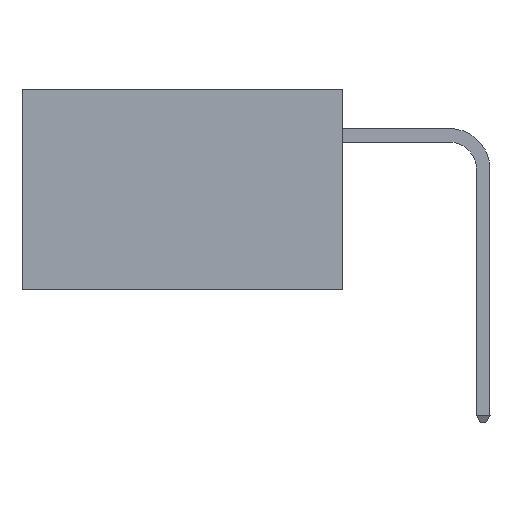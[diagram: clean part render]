
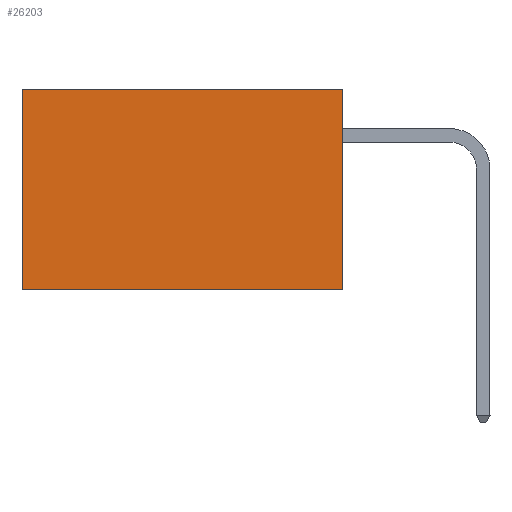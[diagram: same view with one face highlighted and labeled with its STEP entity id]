
A CAD part, left-side view. The second image highlights one B-rep face of the part: STEP entity #26203.
In plain terms, the highlighted planar face has unit normal (-1, 0, 0).
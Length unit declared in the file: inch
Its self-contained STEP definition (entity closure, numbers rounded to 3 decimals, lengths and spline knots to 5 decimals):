
#1042 = LINE ( 'NONE', #1825, #6691 ) ;
#1825 = CARTESIAN_POINT ( 'NONE',  ( 0.277, 0., -0.37 ) ) ;
#2518 = DIRECTION ( 'NONE',  ( 0., 0., -1. ) ) ;
#2804 = VERTEX_POINT ( 'NONE', #19449 ) ;
#3408 = ORIENTED_EDGE ( 'NONE', *, *, #7246, .F. ) ;
#3602 = CARTESIAN_POINT ( 'NONE',  ( 0.277, 0., -0.37 ) ) ;
#3892 = CARTESIAN_POINT ( 'NONE',  ( 0.277, 0., 0. ) ) ;
#6028 = DIRECTION ( 'NONE',  ( 0., 0., -1. ) ) ;
#6691 = VECTOR ( 'NONE', #9068, 39.37008 ) ;
#7246 = EDGE_CURVE ( 'NONE', #25417, #25040, #21270, .T. ) ;
#7461 = VERTEX_POINT ( 'NONE', #16419 ) ;
#8772 = PLANE ( 'NONE',  #27547 ) ;
#9068 = DIRECTION ( 'NONE',  ( 0., 1., 0. ) ) ;
#9269 = CARTESIAN_POINT ( 'NONE',  ( 0.277, 0., -0.37 ) ) ;
#9766 = CARTESIAN_POINT ( 'NONE',  ( 0.277, 0.59, -0.37 ) ) ;
#9949 = EDGE_CURVE ( 'NONE', #7461, #2804, #29866, .T. ) ;
#10705 = CARTESIAN_POINT ( 'NONE',  ( 0.277, 0., 0. ) ) ;
#10986 = VECTOR ( 'NONE', #29908, 39.37008 ) ;
#11501 = ORIENTED_EDGE ( 'NONE', *, *, #23640, .T. ) ;
#13076 = EDGE_LOOP ( 'NONE', ( #20576, #17443, #3408, #11501 ) ) ;
#13589 = DIRECTION ( 'NONE',  ( 0., 0., -1. ) ) ;
#13803 = FACE_OUTER_BOUND ( 'NONE', #13076, .T. ) ;
#15003 = VECTOR ( 'NONE', #6028, 39.37008 ) ;
#16419 = CARTESIAN_POINT ( 'NONE',  ( 0.277, 0.59, 0. ) ) ;
#17443 = ORIENTED_EDGE ( 'NONE', *, *, #26224, .F. ) ;
#18007 = LINE ( 'NONE', #3892, #10986 ) ;
#19449 = CARTESIAN_POINT ( 'NONE',  ( 0.277, 0.59, -0.37 ) ) ;
#20576 = ORIENTED_EDGE ( 'NONE', *, *, #9949, .T. ) ;
#21270 = LINE ( 'NONE', #3602, #15003 ) ;
#23640 = EDGE_CURVE ( 'NONE', #25417, #7461, #18007, .T. ) ;
#25040 = VERTEX_POINT ( 'NONE', #9269 ) ;
#25286 = CARTESIAN_POINT ( 'NONE',  ( 0.277, 0., -0.37 ) ) ;
#25417 = VERTEX_POINT ( 'NONE', #10705 ) ;
#26203 = ADVANCED_FACE ( 'NONE', ( #13803 ), #8772, .F. ) ;
#26224 = EDGE_CURVE ( 'NONE', #25040, #2804, #1042, .T. ) ;
#27547 = AXIS2_PLACEMENT_3D ( 'NONE', #25286, #27637, #13589 ) ;
#27637 = DIRECTION ( 'NONE',  ( 1., 0., 0. ) ) ;
#29112 = VECTOR ( 'NONE', #2518, 39.37008 ) ;
#29866 = LINE ( 'NONE', #9766, #29112 ) ;
#29908 = DIRECTION ( 'NONE',  ( 0., 1., 0. ) ) ;
